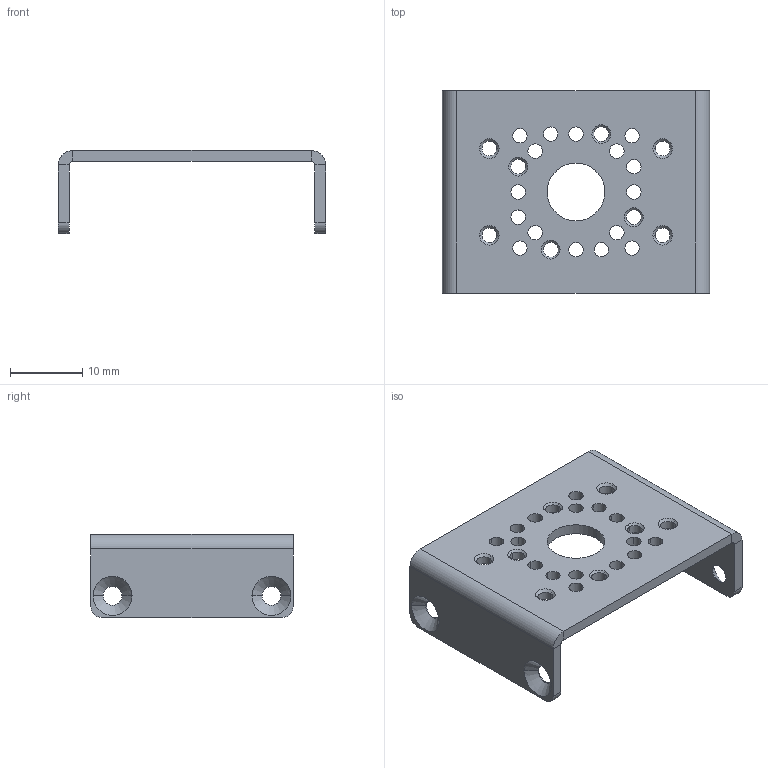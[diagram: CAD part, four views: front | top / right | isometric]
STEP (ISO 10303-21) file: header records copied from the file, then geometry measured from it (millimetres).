
FILE_DESCRIPTION((''),'2;1');
FILE_NAME('FR12_S102','2016-05-16T',('RICK'),(''),'PRO/ENGINEER BY PARAMETRIC TECHNOLOGY CORPORATION, 2013410','PRO/ENGINEER BY PARAMETRIC TECHNOLOGY CORPORATION, 2013410','');
FILE_SCHEMA(('CONFIG_CONTROL_DESIGN'));
Length unit declared in the file: millimetre
Products named in the file (1): FR12_S102
Bounding box: 37 x 28 x 11.5 mm (x, y, z)
Volume: 2077.7 mm3; surface area: 3369.7 mm2
Topology: 1 solids, 1 shells, 108 faces, 278 edges, 172 vertices
Faces by surface type: cylinder 66, cone 24, plane 18
Entity records: 3472 total; most frequent: DIRECTION 650, CARTESIAN_POINT 558, ORIENTED_EDGE 556, EDGE_CURVE 278, AXIS2_PLACEMENT_3D 264, VERTEX_POINT 172, EDGE_LOOP 166, CIRCLE 156
